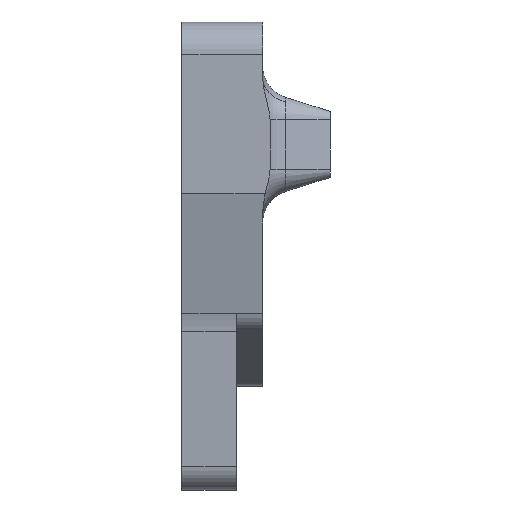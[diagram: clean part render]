
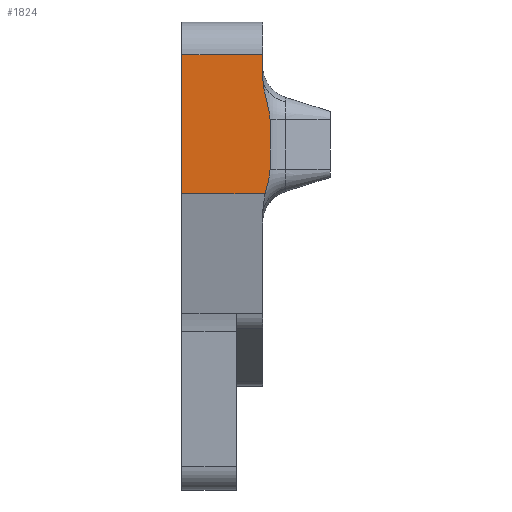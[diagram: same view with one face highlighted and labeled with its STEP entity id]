
A CAD part, left-side view. The second image highlights one B-rep face of the part: STEP entity #1824.
In plain terms, the highlighted planar face has unit normal (-1, 0, 0).
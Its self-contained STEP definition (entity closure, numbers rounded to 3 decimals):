
#37=B_SPLINE_CURVE_WITH_KNOTS('',3,(#2864,#2865,#2866,#2867,#2868,#2869),
 .UNSPECIFIED.,.F.,.F.,(4,2,4),(4.043,4.219,4.538),
 .UNSPECIFIED.);
#39=B_SPLINE_CURVE_WITH_KNOTS('',3,(#2885,#2886,#2887,#2888),
 .UNSPECIFIED.,.F.,.F.,(4,4),(0.,0.289),.UNSPECIFIED.);
#172=FACE_OUTER_BOUND('',#280,.T.);
#280=EDGE_LOOP('',(#1574,#1575,#1576,#1577,#1578,#1579,#1580));
#355=LINE('',#2890,#511);
#359=LINE('',#2901,#515);
#396=LINE('',#3053,#552);
#438=LINE('',#3163,#594);
#440=LINE('',#3166,#596);
#511=VECTOR('',#2261,10.);
#515=VECTOR('',#2271,1000.);
#552=VECTOR('',#2428,10.);
#594=VECTOR('',#2552,1000.);
#596=VECTOR('',#2556,1000.);
#804=VERTEX_POINT('',#2851);
#808=VERTEX_POINT('',#2863);
#810=VERTEX_POINT('',#2874);
#812=VERTEX_POINT('',#2883);
#816=VERTEX_POINT('',#2899);
#855=VERTEX_POINT('',#3051);
#882=VERTEX_POINT('',#3162);
#995=EDGE_CURVE('',#804,#808,#37,.T.);
#1001=EDGE_CURVE('',#812,#810,#39,.T.);
#1002=EDGE_CURVE('',#808,#812,#355,.T.);
#1008=EDGE_CURVE('',#816,#804,#359,.T.);
#1078=EDGE_CURVE('',#816,#855,#396,.T.);
#1131=EDGE_CURVE('',#882,#810,#438,.T.);
#1133=EDGE_CURVE('',#855,#882,#440,.T.);
#1574=ORIENTED_EDGE('',*,*,#1133,.T.);
#1575=ORIENTED_EDGE('',*,*,#1131,.T.);
#1576=ORIENTED_EDGE('',*,*,#1001,.F.);
#1577=ORIENTED_EDGE('',*,*,#1002,.F.);
#1578=ORIENTED_EDGE('',*,*,#995,.F.);
#1579=ORIENTED_EDGE('',*,*,#1008,.F.);
#1580=ORIENTED_EDGE('',*,*,#1078,.T.);
#1731=PLANE('',#2035);
#1824=ADVANCED_FACE('',(#172),#1731,.T.);
#2035=AXIS2_PLACEMENT_3D('',#3165,#2554,#2555);
#2261=DIRECTION('',(0.,0.,-1.));
#2271=DIRECTION('',(0.,0.,-1.));
#2428=DIRECTION('',(0.,1.,0.));
#2552=DIRECTION('',(0.,-1.,0.));
#2554=DIRECTION('center_axis',(-1.,0.,0.));
#2555=DIRECTION('ref_axis',(0.,0.,
-1.));
#2556=DIRECTION('',(0.,0.,-1.));
#2851=CARTESIAN_POINT('',(-24.977,-6.5,61.094));
#2863=CARTESIAN_POINT('',(-24.977,-7.4,55.935));
#2864=CARTESIAN_POINT('Ctrl Pts',(-24.977,-6.5,61.094));
#2865=CARTESIAN_POINT('Ctrl Pts',(-24.977,-6.5,60.506));
#2866=CARTESIAN_POINT('Ctrl Pts',(-24.977,-6.602,59.809));
#2867=CARTESIAN_POINT('Ctrl Pts',(-24.977,-6.967,58.199));
#2868=CARTESIAN_POINT('Ctrl Pts',(-24.977,-7.4,56.998));
#2869=CARTESIAN_POINT('Ctrl Pts',(-24.977,-7.4,55.935));
#2874=CARTESIAN_POINT('',(-24.977,-6.803,46.935));
#2883=CARTESIAN_POINT('',(-24.977,-7.4,49.935));
#2885=CARTESIAN_POINT('Ctrl Pts',(-24.977,-7.4,49.935));
#2886=CARTESIAN_POINT('Ctrl Pts',(-24.977,-7.4,48.973));
#2887=CARTESIAN_POINT('Ctrl Pts',(-24.977,-7.043,47.899));
#2888=CARTESIAN_POINT('Ctrl Pts',(-24.977,-6.803,46.935));
#2890=CARTESIAN_POINT('',(-24.977,-7.4,44.209));
#2899=CARTESIAN_POINT('',(-24.977,-6.5,63.796));
#2901=CARTESIAN_POINT('',(-24.977,-6.5,55.935));
#3051=CARTESIAN_POINT('',(-24.977,3.3,63.796));
#3053=CARTESIAN_POINT('',(-24.977,-6.5,63.796));
#3162=CARTESIAN_POINT('',(-24.977,3.3,46.935));
#3163=CARTESIAN_POINT('',(-24.977,3.5,46.935));
#3165=CARTESIAN_POINT('Origin',(-24.977,3.5,58.935));
#3166=CARTESIAN_POINT('',(-24.977,3.3,46.951));
